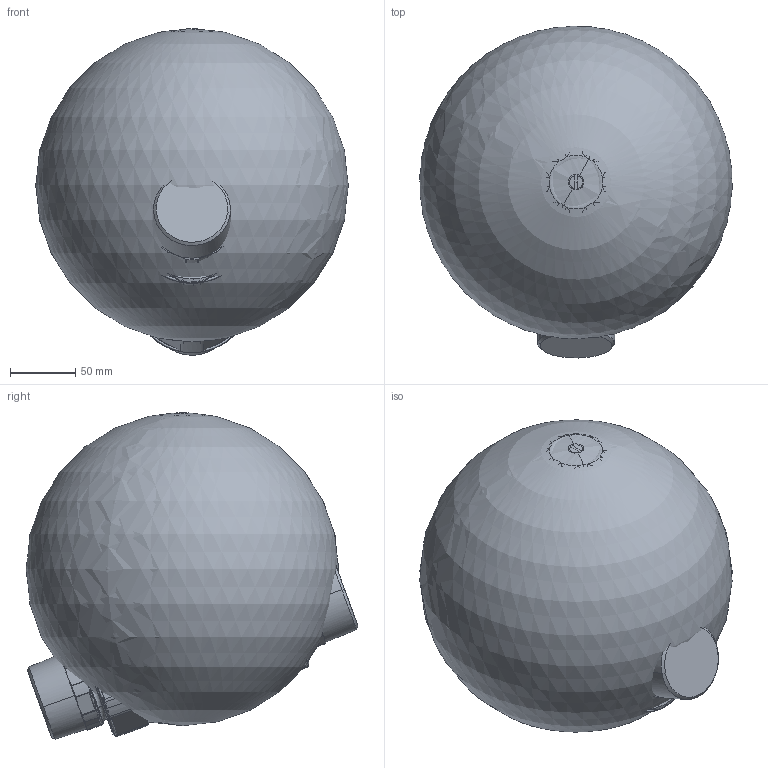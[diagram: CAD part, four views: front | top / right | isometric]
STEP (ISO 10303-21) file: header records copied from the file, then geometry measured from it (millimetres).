
FILE_DESCRIPTION((''),'2;1');
FILE_NAME('_535090__0001_SW0001','2017-02-24T',('sparenzan'),(''),'CREO PARAMETRIC BY PTC INC, 2016050','CREO PARAMETRIC BY PTC INC, 2016050','');
FILE_SCHEMA(('CONFIG_CONTROL_DESIGN'));
Products named in the file (1): _535090__0001_SW0001
Bounding box: 239.86 x 254.6 x 250.32 mm (x, y, z)
Surface area: 721216.1 mm2 (no closed solid volume)
Topology: 0 solids, 0 shells, 1361 faces, 7425 edges, 7269 vertices
Faces by surface type: bspline 1167, torus 180, sphere 14
Entity records: 150632 total; most frequent: CARTESIAN_POINT 91403, DIRECTION 8448, DEFINITIONAL_REPRESENTATION 7124, PCURVE 7124, COMPOSITE_CURVE_SEGMENT 7124, TRIMMED_CURVE 7025, VECTOR 5990, LINE 5990
